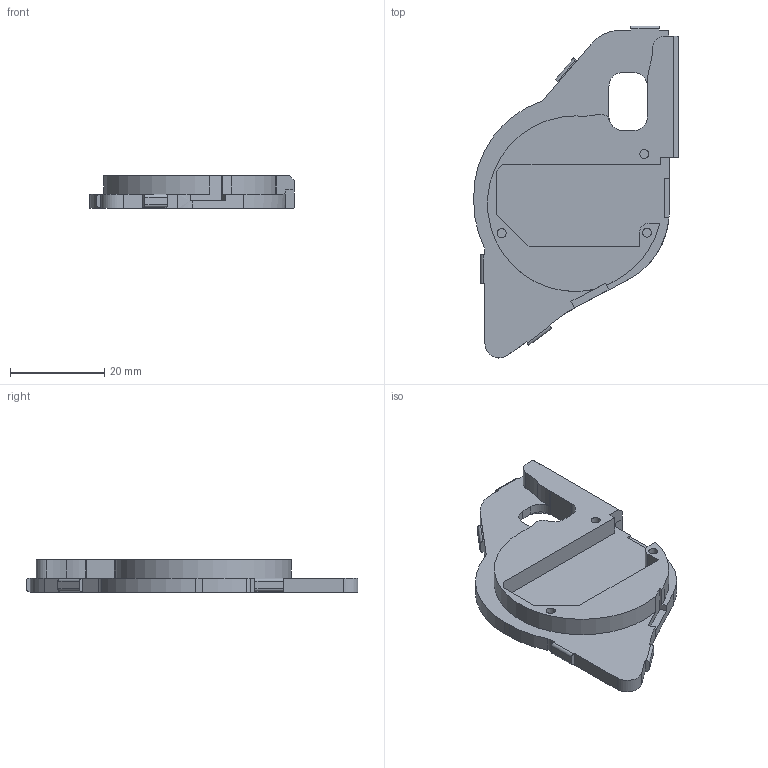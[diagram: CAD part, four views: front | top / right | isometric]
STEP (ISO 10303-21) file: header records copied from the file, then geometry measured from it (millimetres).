
FILE_DESCRIPTION(('HOOPS Exchange Step'),'2;1');
FILE_NAME('hpd-V2-TB-bot.stp','2025-02-21T17:33:18+03:00',('111'),('Unknown organisation'),'HOOPS Exchange 2024.2','HOOPS Exchange','Unknown authorisation');
FILE_SCHEMA( ('AP203_CONFIGURATION_CONTROLLED_3D_DESIGN_OF_MECHANICAL_PARTS_AND_ASSEMBLIES_MIM_LF') );
Length unit declared in the file: millimetre
Products named in the file (1): root
Bounding box: 43.3 x 70.31 x 6.98 mm (x, y, z)
Volume: 8601 mm3; surface area: 5629.1 mm2
Topology: 1 solids, 1 shells, 105 faces, 292 edges, 192 vertices
Faces by surface type: plane 67, cylinder 34, cone 4
Full cylindrical faces by diameter (mm): 1.885 x1, 1.903 x1, 1.939 x1
Entity records: 3398 total; most frequent: CARTESIAN_POINT 595, ORIENTED_EDGE 584, DIRECTION 580, EDGE_CURVE 292, VECTOR 210, LINE 210, VERTEX_POINT 192, AXIS2_PLACEMENT_3D 185
